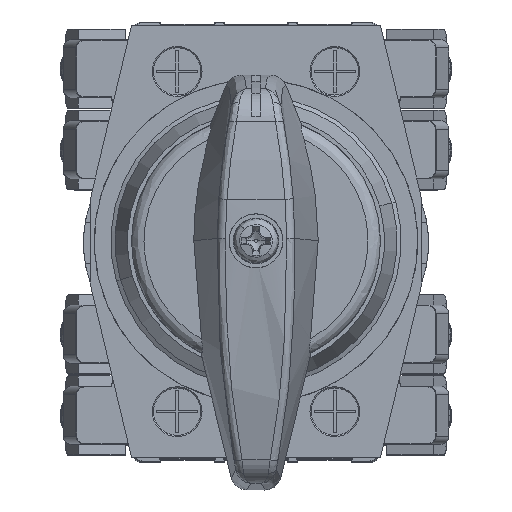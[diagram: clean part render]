
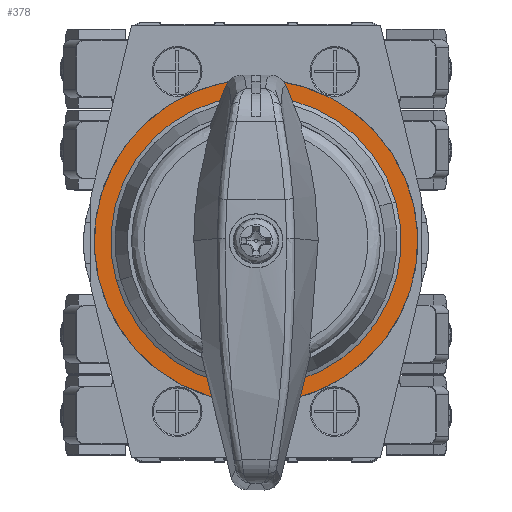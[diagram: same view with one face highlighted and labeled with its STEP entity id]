
A CAD part, top view. The second image highlights one B-rep face of the part: STEP entity #378.
In plain terms, the highlighted planar face has unit normal (0, 0, 1).
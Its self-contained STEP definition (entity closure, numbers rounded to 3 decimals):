
#378 = ADVANCED_FACE ( 'NONE', ( #18763, #9582 ), #10445, .T. ) ;
#524 = VERTEX_POINT ( 'NONE', #24104 ) ;
#757 = ORIENTED_EDGE ( 'NONE', *, *, #11096, .F. ) ;
#2246 = DIRECTION ( 'NONE',  ( -1., 0., 0. ) ) ;
#2287 = ORIENTED_EDGE ( 'NONE', *, *, #6700, .F. ) ;
#2713 = ORIENTED_EDGE ( 'NONE', *, *, #12786, .T. ) ;
#4489 = DIRECTION ( 'NONE',  ( 1., 0., 0. ) ) ;
#5033 = CARTESIAN_POINT ( 'NONE',  ( 19.5, 0., 1.5 ) ) ;
#5480 = DIRECTION ( 'NONE',  ( 0., 0., 1. ) ) ;
#6700 = EDGE_CURVE ( 'NONE', #21990, #524, #14915, .T. ) ;
#7002 = AXIS2_PLACEMENT_3D ( 'NONE', #17482, #13460, #2246 ) ;
#7272 = CARTESIAN_POINT ( 'NONE',  ( -19.5, 0., 1.5 ) ) ;
#7587 = AXIS2_PLACEMENT_3D ( 'NONE', #19568, #12109, #17479 ) ;
#8711 = CIRCLE ( 'NONE', #16523, 14.75 ) ;
#9524 = VERTEX_POINT ( 'NONE', #5033 ) ;
#9582 = FACE_OUTER_BOUND ( 'NONE', #12073, .T. ) ;
#10445 = PLANE ( 'NONE',  #22163 ) ;
#11070 = CARTESIAN_POINT ( 'NONE',  ( 0., 0., 1.5 ) ) ;
#11096 = EDGE_CURVE ( 'NONE', #524, #21990, #8711, .T. ) ;
#11188 = DIRECTION ( 'NONE',  ( -1., 0., 0. ) ) ;
#12073 = EDGE_LOOP ( 'NONE', ( #14091, #2713 ) ) ;
#12109 = DIRECTION ( 'NONE',  ( 0., 0., 1. ) ) ;
#12668 = CIRCLE ( 'NONE', #7587, 19.5 ) ;
#12786 = EDGE_CURVE ( 'NONE', #9524, #19445, #12668, .T. ) ;
#13104 = CARTESIAN_POINT ( 'NONE',  ( 0., 0., 1.5 ) ) ;
#13460 = DIRECTION ( 'NONE',  ( 0., 0., 1. ) ) ;
#13996 = CARTESIAN_POINT ( 'NONE',  ( -19.734, -19.734, 1.5 ) ) ;
#14091 = ORIENTED_EDGE ( 'NONE', *, *, #19808, .T. ) ;
#14814 = DIRECTION ( 'NONE',  ( -1., 0., 0. ) ) ;
#14915 = CIRCLE ( 'NONE', #17252, 14.75 ) ;
#15051 = DIRECTION ( 'NONE',  ( 0., 0., 1. ) ) ;
#16191 = DIRECTION ( 'NONE',  ( 0., 0., 1. ) ) ;
#16523 = AXIS2_PLACEMENT_3D ( 'NONE', #11070, #5480, #11188 ) ;
#17252 = AXIS2_PLACEMENT_3D ( 'NONE', #13104, #15051, #14814 ) ;
#17479 = DIRECTION ( 'NONE',  ( -1., 0., 0. ) ) ;
#17482 = CARTESIAN_POINT ( 'NONE',  ( 0., 0., 1.5 ) ) ;
#18763 = FACE_BOUND ( 'NONE', #19497, .T. ) ;
#19445 = VERTEX_POINT ( 'NONE', #7272 ) ;
#19497 = EDGE_LOOP ( 'NONE', ( #757, #2287 ) ) ;
#19568 = CARTESIAN_POINT ( 'NONE',  ( 0., 0., 1.5 ) ) ;
#19808 = EDGE_CURVE ( 'NONE', #19445, #9524, #24127, .T. ) ;
#21990 = VERTEX_POINT ( 'NONE', #23464 ) ;
#22163 = AXIS2_PLACEMENT_3D ( 'NONE', #13996, #16191, #4489 ) ;
#23464 = CARTESIAN_POINT ( 'NONE',  ( 14.75, 0., 1.5 ) ) ;
#24104 = CARTESIAN_POINT ( 'NONE',  ( -14.75, 0., 1.5 ) ) ;
#24127 = CIRCLE ( 'NONE', #7002, 19.5 ) ;
